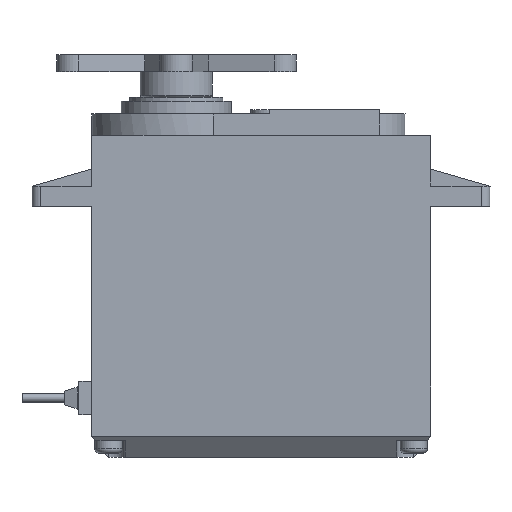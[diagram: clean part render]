
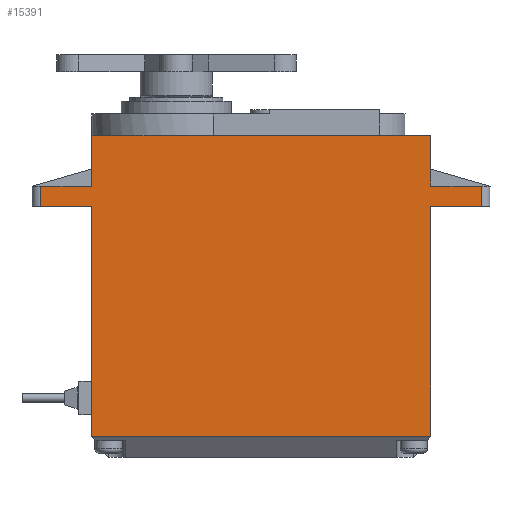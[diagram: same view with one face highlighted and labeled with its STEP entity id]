
A CAD part, front view. The second image highlights one B-rep face of the part: STEP entity #15391.
In plain terms, the highlighted face is planar.
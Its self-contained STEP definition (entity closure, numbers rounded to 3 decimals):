
#1369=FACE_OUTER_BOUND('',#2245,.T.);
#2245=EDGE_LOOP('',(#10414,#10415,#10416,#10417,#10418,#10419,#10420,#10421,
#10422,#10423,#10424,#10425,#10426));
#3200=LINE('',#20400,#4760);
#3213=LINE('',#20427,#4773);
#3226=LINE('',#20459,#4786);
#3233=LINE('',#20478,#4793);
#3242=LINE('',#20497,#4802);
#3248=LINE('',#20508,#4808);
#3264=LINE('',#20550,#4824);
#3277=LINE('',#20577,#4837);
#3278=LINE('',#20580,#4838);
#3279=LINE('',#20581,#4839);
#3280=LINE('',#20582,#4840);
#3281=LINE('',#20584,#4841);
#3282=LINE('',#20585,#4842);
#4760=VECTOR('',#17191,10.);
#4773=VECTOR('',#17212,10.);
#4786=VECTOR('',#17239,10.);
#4793=VECTOR('',#17254,10.);
#4802=VECTOR('',#17281,10.);
#4808=VECTOR('',#17289,10.);
#4824=VECTOR('',#17327,10.);
#4837=VECTOR('',#17354,10.);
#4838=VECTOR('',#17357,10.);
#4839=VECTOR('',#17358,10.);
#4840=VECTOR('',#17359,10.);
#4841=VECTOR('',#17360,10.);
#4842=VECTOR('',#17361,10.);
#6308=VERTEX_POINT('',#20397);
#6309=VERTEX_POINT('',#20399);
#6318=VERTEX_POINT('',#20424);
#6319=VERTEX_POINT('',#20426);
#6330=VERTEX_POINT('',#20456);
#6331=VERTEX_POINT('',#20458);
#6340=VERTEX_POINT('',#20496);
#6344=VERTEX_POINT('',#20506);
#6358=VERTEX_POINT('',#20547);
#6359=VERTEX_POINT('',#20549);
#6366=VERTEX_POINT('',#20575);
#6367=VERTEX_POINT('',#20579);
#6368=VERTEX_POINT('',#20583);
#7873=EDGE_CURVE('',#6309,#6308,#3200,.T.);
#7886=EDGE_CURVE('',#6319,#6318,#3213,.T.);
#7902=EDGE_CURVE('',#6330,#6331,#3226,.T.);
#7912=EDGE_CURVE('',#6331,#6308,#3233,.T.);
#7921=EDGE_CURVE('',#6309,#6340,#3242,.T.);
#7927=EDGE_CURVE('',#6344,#6330,#3248,.T.);
#7947=EDGE_CURVE('',#6359,#6358,#3264,.T.);
#7962=EDGE_CURVE('',#6366,#6358,#3277,.T.);
#7963=EDGE_CURVE('',#6367,#6344,#3278,.T.);
#7964=EDGE_CURVE('',#6367,#6359,#3279,.T.);
#7965=EDGE_CURVE('',#6319,#6366,#3280,.T.);
#7966=EDGE_CURVE('',#6368,#6318,#3281,.T.);
#7967=EDGE_CURVE('',#6340,#6368,#3282,.T.);
#10414=ORIENTED_EDGE('',*,*,#7912,.F.);
#10415=ORIENTED_EDGE('',*,*,#7902,.F.);
#10416=ORIENTED_EDGE('',*,*,#7927,.F.);
#10417=ORIENTED_EDGE('',*,*,#7963,.F.);
#10418=ORIENTED_EDGE('',*,*,#7964,.T.);
#10419=ORIENTED_EDGE('',*,*,#7947,.T.);
#10420=ORIENTED_EDGE('',*,*,#7962,.F.);
#10421=ORIENTED_EDGE('',*,*,#7965,.F.);
#10422=ORIENTED_EDGE('',*,*,#7886,.T.);
#10423=ORIENTED_EDGE('',*,*,#7966,.F.);
#10424=ORIENTED_EDGE('',*,*,#7967,.F.);
#10425=ORIENTED_EDGE('',*,*,#7921,.F.);
#10426=ORIENTED_EDGE('',*,*,#7873,.T.);
#14869=PLANE('',#16342);
#15391=ADVANCED_FACE('',(#1369),#14869,.T.);
#16342=AXIS2_PLACEMENT_3D('',#20578,#17355,#17356);
#17191=DIRECTION('',(-1.,0.,0.));
#17212=DIRECTION('',(0.,1.,0.));
#17239=DIRECTION('',(-1.,0.,0.));
#17254=DIRECTION('',(0.,1.,0.));
#17281=DIRECTION('',(0.,1.,0.));
#17289=DIRECTION('',(0.,1.,0.));
#17327=DIRECTION('',(1.,0.,0.));
#17354=DIRECTION('',(0.,-1.,0.));
#17355=DIRECTION('center_axis',(0.,0.,1.));
#17356=DIRECTION('ref_axis',(1.,0.,0.));
#17357=DIRECTION('',(-1.,0.,0.));
#17358=DIRECTION('',(0.,1.,0.));
#17359=DIRECTION('',(1.,0.,0.));
#17360=DIRECTION('',(1.,0.,0.));
#17361=DIRECTION('',(1.,0.,0.));
#20397=CARTESIAN_POINT('',(-6.,32.,0.));
#20399=CARTESIAN_POINT('',(0.,32.,0.));
#20400=CARTESIAN_POINT('',(0.,32.,0.));
#20424=CARTESIAN_POINT('',(40.,38.,0.));
#20426=CARTESIAN_POINT('',(40.,32.,0.));
#20427=CARTESIAN_POINT('',(40.,0.,0.));
#20456=CARTESIAN_POINT('',(0.,29.6,0.));
#20458=CARTESIAN_POINT('',(-6.,29.6,0.));
#20459=CARTESIAN_POINT('',(0.,29.6,0.));
#20478=CARTESIAN_POINT('',(-6.,15.4,0.));
#20496=CARTESIAN_POINT('',(0.,38.,0.));
#20497=CARTESIAN_POINT('',(0.,0.,0.));
#20506=CARTESIAN_POINT('',(0.,2.5,0.));
#20508=CARTESIAN_POINT('',(0.,0.,0.));
#20547=CARTESIAN_POINT('',(46.,29.6,0.));
#20549=CARTESIAN_POINT('',(40.,29.6,0.));
#20550=CARTESIAN_POINT('',(40.,29.6,0.));
#20575=CARTESIAN_POINT('',(46.,32.,0.));
#20577=CARTESIAN_POINT('',(46.,15.4,0.));
#20578=CARTESIAN_POINT('Origin',(0.,0.,0.));
#20579=CARTESIAN_POINT('',(40.,2.5,0.));
#20580=CARTESIAN_POINT('',(10.,2.5,0.));
#20581=CARTESIAN_POINT('',(40.,0.,0.));
#20582=CARTESIAN_POINT('',(40.,32.,0.));
#20583=CARTESIAN_POINT('',(10.,38.,0.));
#20584=CARTESIAN_POINT('',(0.,38.,0.));
#20585=CARTESIAN_POINT('',(0.,38.,0.));
